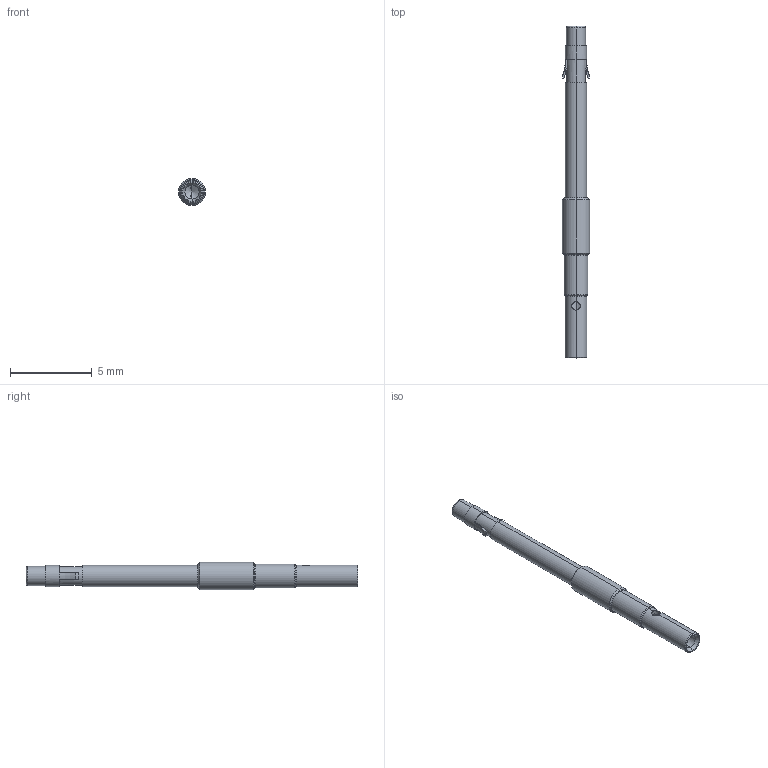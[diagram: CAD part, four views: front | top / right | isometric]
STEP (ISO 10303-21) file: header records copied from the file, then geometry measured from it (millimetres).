
FILE_DESCRIPTION (( 'STEP AP214' ), '1' );
FILE_NAME ('ICO60 A1 S1C5.STEP', '2007-06-15T19:20:07', ( 'Authorized User' ), ( '' ), 'SwSTEP 2.0', 'SolidWorks 2007', '' );
FILE_SCHEMA (( 'AUTOMOTIVE_DESIGN' ));
Length unit declared in the file: inch
Products named in the file (1): ICO60 A1 S1C5
Bounding box: 1.65 x 20.26 x 1.65 mm (x, y, z)
Volume: 25.5 mm3; surface area: 114 mm2
Topology: 1 solids, 1 shells, 70 faces, 162 edges, 95 vertices
Faces by surface type: cylinder 20, cone 18, torus 16, plane 16
Entity records: 2091 total; most frequent: CARTESIAN_POINT 472, DIRECTION 360, ORIENTED_EDGE 320, EDGE_CURVE 160, AXIS2_PLACEMENT_3D 157, VERTEX_POINT 95, CIRCLE 86, EDGE_LOOP 75
